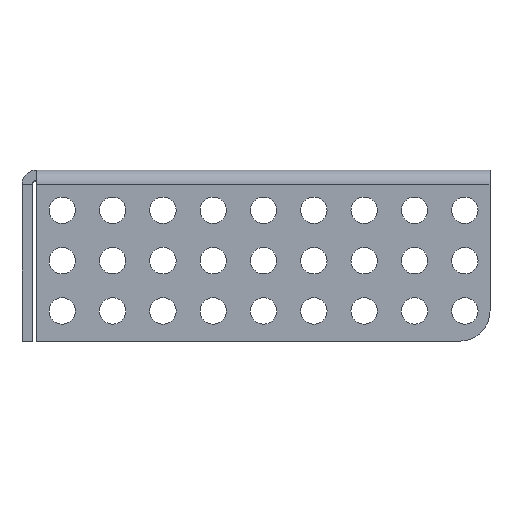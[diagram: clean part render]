
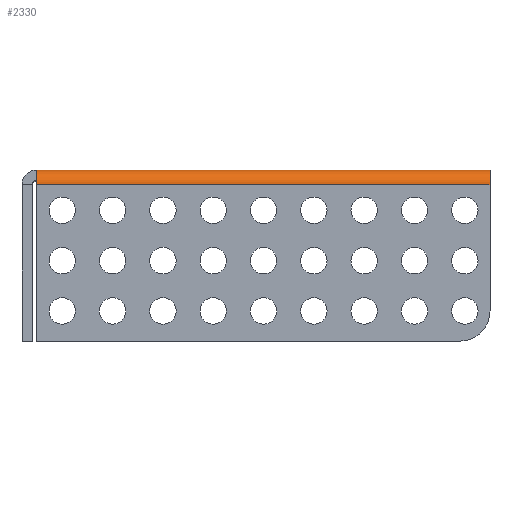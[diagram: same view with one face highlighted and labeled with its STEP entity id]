
A CAD part, top view. The second image highlights one B-rep face of the part: STEP entity #2330.
In plain terms, the highlighted cylindrical face has radius 2.337 mm (diameter 4.673 mm), a partial arc.
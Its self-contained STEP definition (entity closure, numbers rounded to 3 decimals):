
#352=FACE_OUTER_BOUND('',#496,.T.);
#496=EDGE_LOOP('',(#1729,#1730,#1731,#1732));
#889=LINE('',#3625,#935);
#890=LINE('',#3627,#936);
#935=VECTOR('',#2910,72.063);
#936=VECTOR('',#2911,72.063);
#1014=CIRCLE('',#2498,2.337);
#1015=CIRCLE('',#2500,2.337);
#1233=VERTEX_POINT('',#3618);
#1234=VERTEX_POINT('',#3620);
#1235=VERTEX_POINT('',#3624);
#1236=VERTEX_POINT('',#3626);
#1467=EDGE_CURVE('',#1233,#1234,#1014,.T.);
#1469=EDGE_CURVE('',#1235,#1234,#889,.T.);
#1470=EDGE_CURVE('',#1233,#1236,#890,.T.);
#1471=EDGE_CURVE('',#1235,#1236,#1015,.T.);
#1729=ORIENTED_EDGE('',*,*,#1469,.T.);
#1730=ORIENTED_EDGE('',*,*,#1467,.F.);
#1731=ORIENTED_EDGE('',*,*,#1470,.T.);
#1732=ORIENTED_EDGE('',*,*,#1471,.F.);
#2222=CYLINDRICAL_SURFACE('',#2499,2.337);
#2330=ADVANCED_FACE('',(#352),#2222,.T.);
#2498=AXIS2_PLACEMENT_3D('',#3621,#2905,#2906);
#2499=AXIS2_PLACEMENT_3D('',#3623,#2908,#2909);
#2500=AXIS2_PLACEMENT_3D('',#3628,#2912,#2913);
#2905=DIRECTION('center_axis',(-1.,0.,0.));
#2906=DIRECTION('ref_axis',(0.,0.,1.));
#2908=DIRECTION('center_axis',(-1.,0.,0.));
#2909=DIRECTION('ref_axis',(0.,0.,1.));
#2910=DIRECTION('',(-1.,0.,0.));
#2911=DIRECTION('',(1.,0.,0.));
#2912=DIRECTION('center_axis',(1.,0.,0.));
#2913=DIRECTION('ref_axis',(0.,1.,0.));
#3618=CARTESIAN_POINT('',(-70.058,-2.337,28.025));
#3620=CARTESIAN_POINT('',(-70.058,0.,25.688));
#3621=CARTESIAN_POINT('Origin',(-70.058,-2.337,25.688));
#3623=CARTESIAN_POINT('Origin',(-70.058,-2.337,25.688));
#3624=CARTESIAN_POINT('',(2.006,0.,25.688));
#3625=CARTESIAN_POINT('',(2.006,0.,25.688));
#3626=CARTESIAN_POINT('',(2.006,-2.337,28.025));
#3627=CARTESIAN_POINT('',(-70.058,-2.337,28.025));
#3628=CARTESIAN_POINT('Origin',(2.006,-2.337,25.688));
